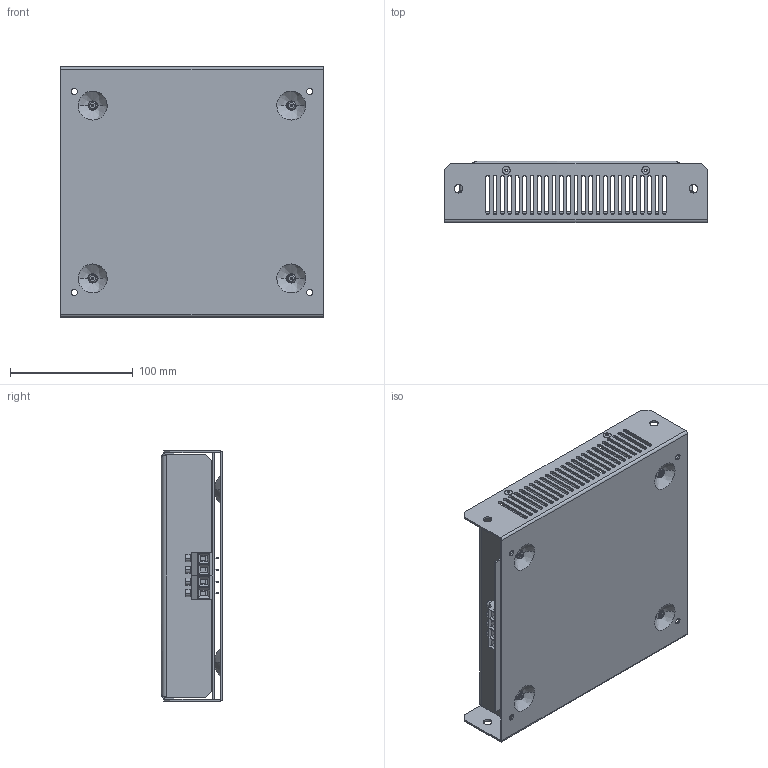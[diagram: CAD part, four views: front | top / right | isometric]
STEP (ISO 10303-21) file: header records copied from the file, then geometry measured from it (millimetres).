
FILE_DESCRIPTION (( 'STEP AP214' ), '1' );
FILE_NAME ('MIF316-323 new.STEP', '2020-03-02T21:55:51', ( '' ), ( '' ), 'SwSTEP 2.0', 'SolidWorks 2017', '' );
FILE_SCHEMA (( 'AUTOMOTIVE_DESIGN' ));
Length unit declared in the file: inch
Products named in the file (1): MIF316-323 new
Bounding box: 214 x 50 x 204 mm (x, y, z)
Volume: 232926.3 mm3; surface area: 313595.6 mm2
Topology: 13 solids, 13 shells, 1317 faces, 3604 edges, 2368 vertices
Faces by surface type: cylinder 626, plane 612, bspline 67, cone 12
Entity records: 64228 total; most frequent: CARTESIAN_POINT 11816, DIRECTION 7348, ORIENTED_EDGE 7208, EDGE_CURVE 3604, AXIS2_PLACEMENT_3D 2591, VERTEX_POINT 2368, VECTOR 2166, LINE 2166
